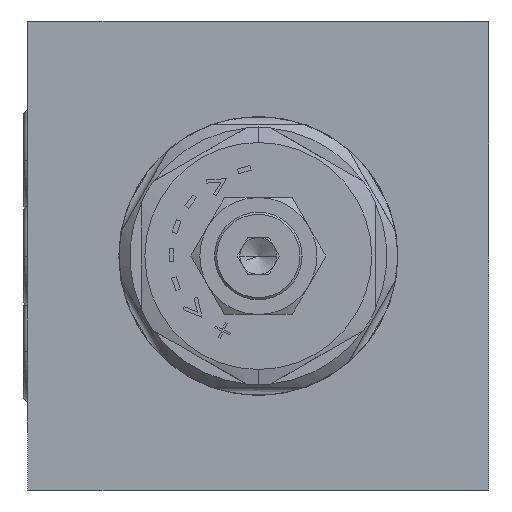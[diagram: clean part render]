
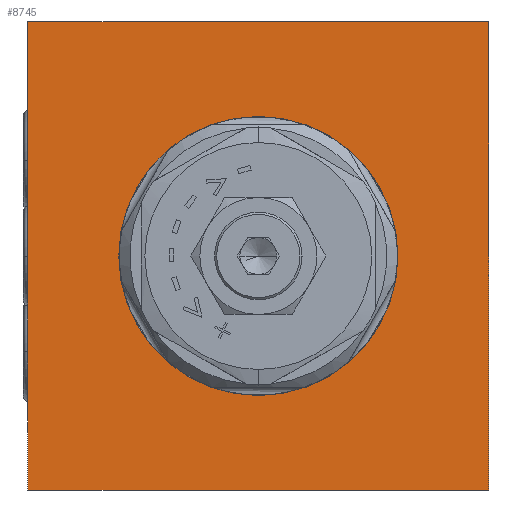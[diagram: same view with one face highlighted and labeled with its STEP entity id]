
A CAD part, front view. The second image highlights one B-rep face of the part: STEP entity #8745.
In plain terms, the highlighted planar face has unit normal (0, -1, 0).
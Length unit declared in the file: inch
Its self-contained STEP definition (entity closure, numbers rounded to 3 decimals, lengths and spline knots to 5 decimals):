
#26=DIRECTION('',(0.,0.,-1.));
#27=VECTOR('',#26,2.);
#28=CARTESIAN_POINT('',(-0.985,-1.8125,1.));
#29=LINE('',#28,#27);
#128=DIRECTION('',(1.,0.,0.));
#129=VECTOR('',#128,1.97);
#130=CARTESIAN_POINT('',(-0.985,-1.8125,-1.));
#131=LINE('',#130,#129);
#132=DIRECTION('',(1.,0.,0.));
#133=VECTOR('',#132,1.97);
#134=CARTESIAN_POINT('',(-0.985,-1.8125,1.));
#135=LINE('',#134,#133);
#136=CARTESIAN_POINT('',(0.,-1.8125,0.));
#137=DIRECTION('',(0.,-1.,0.));
#138=DIRECTION('',(0.,0.,1.));
#139=AXIS2_PLACEMENT_3D('',#136,#137,#138);
#141=CARTESIAN_POINT('',(0.,-1.8125,0.));
#142=DIRECTION('',(0.,-1.,0.));
#143=DIRECTION('',(0.,0.,-1.));
#144=AXIS2_PLACEMENT_3D('',#141,#142,#143);
#158=DIRECTION('',(0.,0.,-1.));
#159=VECTOR('',#158,2.);
#160=CARTESIAN_POINT('',(0.985,-1.8125,1.));
#161=LINE('',#160,#159);
#7202=CARTESIAN_POINT('',(-0.985,-1.8125,1.));
#7203=VERTEX_POINT('',#7202);
#7204=CARTESIAN_POINT('',(-0.985,-1.8125,-1.));
#7205=VERTEX_POINT('',#7204);
#7210=CARTESIAN_POINT('',(0.985,-1.8125,1.));
#7211=VERTEX_POINT('',#7210);
#7212=CARTESIAN_POINT('',(0.985,-1.8125,-1.));
#7213=VERTEX_POINT('',#7212);
#7353=CARTESIAN_POINT('',(0.,-1.8125,0.5965));
#7354=CARTESIAN_POINT('',(0.,-1.8125,-0.5965));
#7355=VERTEX_POINT('',#7353);
#7356=VERTEX_POINT('',#7354);
#8726=CARTESIAN_POINT('',(-0.985,-1.8125,1.));
#8727=DIRECTION('',(0.,-1.,0.));
#8728=DIRECTION('',(0.,0.,-1.));
#8729=AXIS2_PLACEMENT_3D('',#8726,#8727,#8728);
#8730=PLANE('',#8729);
#8731=ORIENTED_EDGE('',*,*,#8615,.F.);
#8733=ORIENTED_EDGE('',*,*,#8732,.T.);
#8735=ORIENTED_EDGE('',*,*,#8734,.T.);
#8736=ORIENTED_EDGE('',*,*,#8711,.F.);
#8737=EDGE_LOOP('',(#8731,#8733,#8735,#8736));
#8738=FACE_OUTER_BOUND('',#8737,.F.);
#8740=ORIENTED_EDGE('',*,*,#8739,.T.);
#8742=ORIENTED_EDGE('',*,*,#8741,.T.);
#8743=EDGE_LOOP('',(#8740,#8742));
#8744=FACE_BOUND('',#8743,.F.);
#140=CIRCLE('',#139,0.5965);
#145=CIRCLE('',#144,0.5965);
#8615=EDGE_CURVE('',#7203,#7205,#29,.T.);
#8711=EDGE_CURVE('',#7205,#7213,#131,.T.);
#8732=EDGE_CURVE('',#7203,#7211,#135,.T.);
#8734=EDGE_CURVE('',#7211,#7213,#161,.T.);
#8739=EDGE_CURVE('',#7355,#7356,#140,.T.);
#8741=EDGE_CURVE('',#7356,#7355,#145,.T.);
#8745=ADVANCED_FACE('',(#8738,#8744),#8730,.T.);
